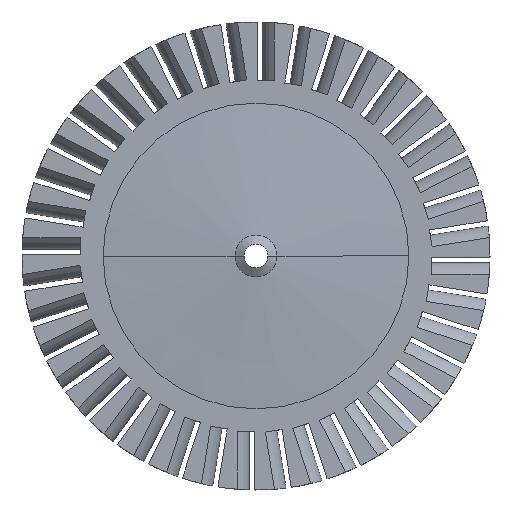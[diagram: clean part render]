
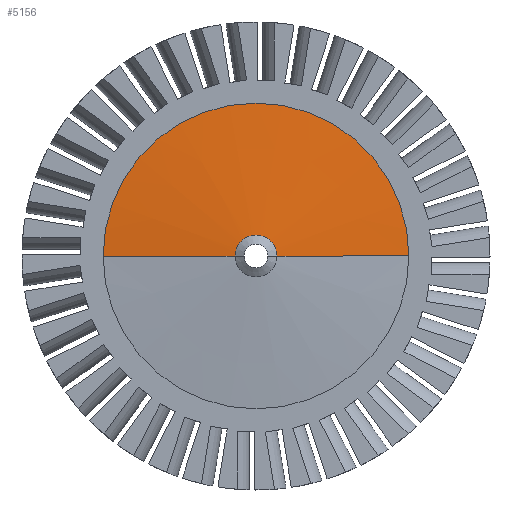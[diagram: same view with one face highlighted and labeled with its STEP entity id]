
A CAD part, front view. The second image highlights one B-rep face of the part: STEP entity #5156.
In plain terms, the highlighted conical face has half-angle 85.142 degrees and reference radius 64.922 mm.
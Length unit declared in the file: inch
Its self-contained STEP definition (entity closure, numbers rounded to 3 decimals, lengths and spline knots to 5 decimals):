
#423 = LINE ( 'NONE', #5466, #5047 ) ;
#801 = FACE_OUTER_BOUND ( 'NONE', #17505, .T. ) ;
#1288 = CARTESIAN_POINT ( 'NONE',  ( -2.556, -0.2125, 0. ) ) ;
#1496 = DIRECTION ( 'NONE',  ( 1., 0., 0. ) ) ;
#2848 = ORIENTED_EDGE ( 'NONE', *, *, #9816, .F. ) ;
#3051 = DIRECTION ( 'NONE',  ( 0., 1., 0. ) ) ;
#3620 = VERTEX_POINT ( 'NONE', #17308 ) ;
#3712 = CIRCLE ( 'NONE', #11397, 0.35 ) ;
#5022 = CONICAL_SURFACE ( 'NONE', #18201, 2.556, 1.486 ) ;
#5047 = VECTOR ( 'NONE', #19427, 39.37008 ) ;
#5156 = ADVANCED_FACE ( 'NONE', ( #801 ), #5022, .T. ) ;
#5314 = CARTESIAN_POINT ( 'NONE',  ( 0.35, -0.4, 0. ) ) ;
#5466 = CARTESIAN_POINT ( 'NONE',  ( -2.556, -0.2125, 0. ) ) ;
#5665 = CARTESIAN_POINT ( 'NONE',  ( 2.556, -0.2125, 0. ) ) ;
#6542 = DIRECTION ( 'NONE',  ( 0., -1., 0. ) ) ;
#6598 = CARTESIAN_POINT ( 'NONE',  ( 0., -0.2125, 0. ) ) ;
#8754 = LINE ( 'NONE', #5665, #20711 ) ;
#8865 = DIRECTION ( 'NONE',  ( 0.996, 0.085, 0. ) ) ;
#9610 = CARTESIAN_POINT ( 'NONE',  ( 2.556, -0.2125, 0. ) ) ;
#9816 = EDGE_CURVE ( 'NONE', #18103, #3620, #3712, .T. ) ;
#10390 = AXIS2_PLACEMENT_3D ( 'NONE', #18192, #18072, #11326 ) ;
#11110 = ORIENTED_EDGE ( 'NONE', *, *, #11467, .T. ) ;
#11326 = DIRECTION ( 'NONE',  ( 1., 0., 0. ) ) ;
#11397 = AXIS2_PLACEMENT_3D ( 'NONE', #22209, #6542, #1496 ) ;
#11467 = EDGE_CURVE ( 'NONE', #18103, #19819, #8754, .T. ) ;
#13226 = EDGE_CURVE ( 'NONE', #3620, #18420, #423, .T. ) ;
#13491 = ORIENTED_EDGE ( 'NONE', *, *, #16619, .T. ) ;
#13574 = DIRECTION ( 'NONE',  ( -1., 0., 0. ) ) ;
#16619 = EDGE_CURVE ( 'NONE', #19819, #18420, #20267, .T. ) ;
#17308 = CARTESIAN_POINT ( 'NONE',  ( -0.35, -0.4, 0. ) ) ;
#17505 = EDGE_LOOP ( 'NONE', ( #2848, #11110, #13491, #19305 ) ) ;
#18072 = DIRECTION ( 'NONE',  ( 0., -1., 0. ) ) ;
#18103 = VERTEX_POINT ( 'NONE', #5314 ) ;
#18192 = CARTESIAN_POINT ( 'NONE',  ( 0., -0.2125, 0. ) ) ;
#18201 = AXIS2_PLACEMENT_3D ( 'NONE', #6598, #3051, #13574 ) ;
#18420 = VERTEX_POINT ( 'NONE', #1288 ) ;
#19305 = ORIENTED_EDGE ( 'NONE', *, *, #13226, .F. ) ;
#19427 = DIRECTION ( 'NONE',  ( -0.996, 0.085, 0. ) ) ;
#19819 = VERTEX_POINT ( 'NONE', #9610 ) ;
#20267 = CIRCLE ( 'NONE', #10390, 2.556 ) ;
#20711 = VECTOR ( 'NONE', #8865, 39.37008 ) ;
#22209 = CARTESIAN_POINT ( 'NONE',  ( 0., -0.4, 0. ) ) ;
